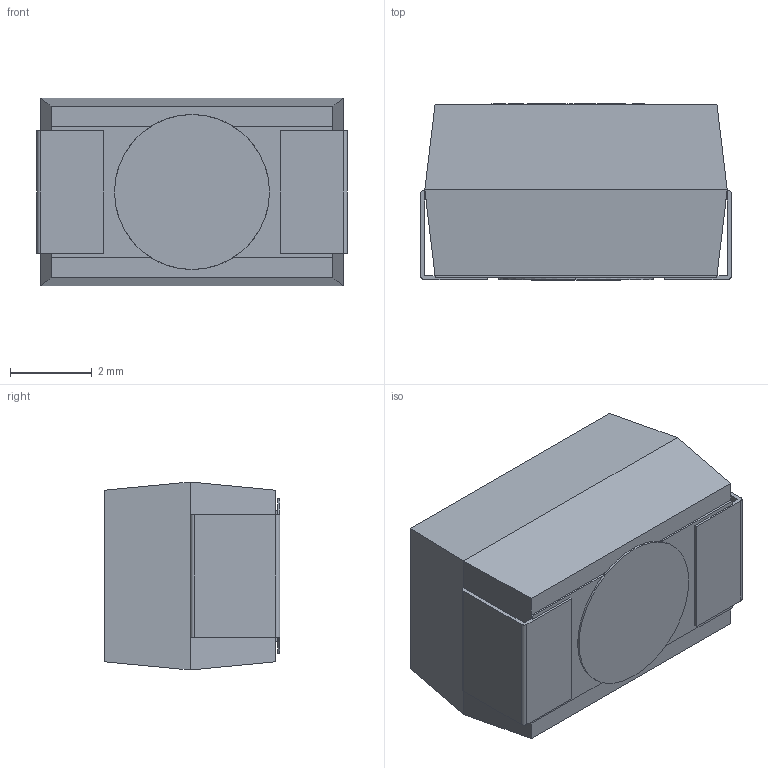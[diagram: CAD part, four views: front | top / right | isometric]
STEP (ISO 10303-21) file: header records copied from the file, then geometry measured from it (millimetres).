
FILE_DESCRIPTION (( 'STEP AP214' ), '1' );
FILE_NAME ('CAS_SMD2_L7.6W4.6H2.1S1.3F2.5.STEP', '2021-11-22T16:19:11', ( '' ), ( '' ), 'SwSTEP 2.0', 'SolidWorks 2020', '' );
FILE_SCHEMA (( 'AUTOMOTIVE_DESIGN' ));
Length unit declared in the file: millimetre
Products named in the file (1): CAS_SMD2_L7.6W4.6H2.1S1.3F2.5
Bounding box: 7.6 x 4.3 x 4.6 mm (x, y, z)
Volume: 135.7 mm3; surface area: 189.6 mm2
Topology: 1 solids, 1 shells, 96 faces, 257 edges, 166 vertices
Faces by surface type: plane 90, cylinder 6
Entity records: 4019 total; most frequent: CARTESIAN_POINT 520, ORIENTED_EDGE 514, DIRECTION 467, EDGE_CURVE 257, VECTOR 241, LINE 241, VERTEX_POINT 166, AXIS2_PLACEMENT_3D 113
